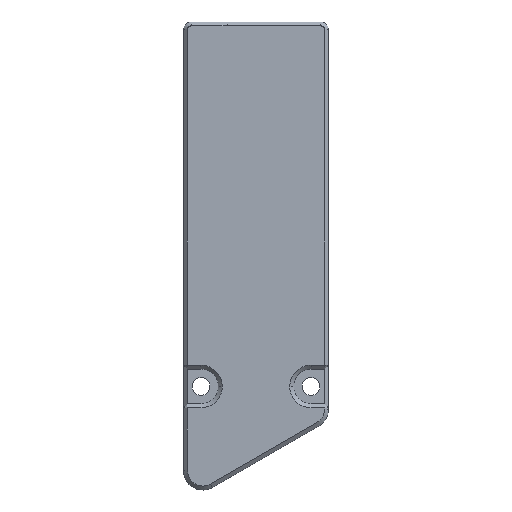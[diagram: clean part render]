
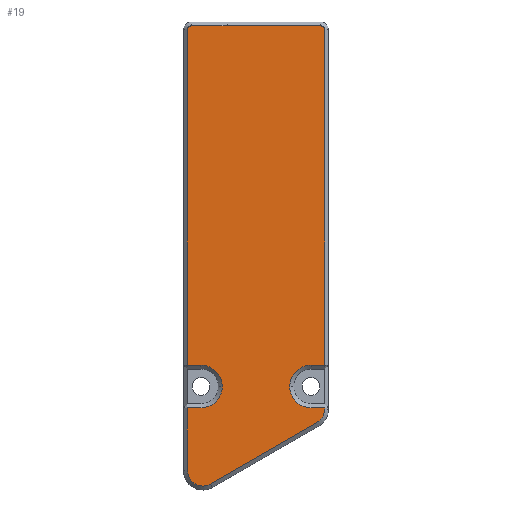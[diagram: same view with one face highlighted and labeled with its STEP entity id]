
A CAD part, top view. The second image highlights one B-rep face of the part: STEP entity #19.
In plain terms, the highlighted planar face has unit normal (0, 0, 1).
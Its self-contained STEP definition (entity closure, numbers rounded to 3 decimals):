
#19=ADVANCED_FACE('',(#71),#742,.T.);
#71=FACE_OUTER_BOUND('',#123,.T.);
#123=EDGE_LOOP('',(#179,#180,#181,#182,#183,#184,#185,#186,#187,#188,#189,
#190,#191,#192,#193,#194,#195,#196,#197));
#179=ORIENTED_EDGE('',*,*,#429,.T.);
#180=ORIENTED_EDGE('',*,*,#428,.T.);
#181=ORIENTED_EDGE('',*,*,#420,.T.);
#182=ORIENTED_EDGE('',*,*,#418,.T.);
#183=ORIENTED_EDGE('',*,*,#527,.T.);
#184=ORIENTED_EDGE('',*,*,#417,.T.);
#185=ORIENTED_EDGE('',*,*,#423,.T.);
#186=ORIENTED_EDGE('',*,*,#426,.F.);
#187=ORIENTED_EDGE('',*,*,#427,.F.);
#188=ORIENTED_EDGE('',*,*,#419,.F.);
#189=ORIENTED_EDGE('',*,*,#433,.T.);
#190=ORIENTED_EDGE('',*,*,#432,.T.);
#191=ORIENTED_EDGE('',*,*,#431,.T.);
#192=ORIENTED_EDGE('',*,*,#430,.T.);
#193=ORIENTED_EDGE('',*,*,#434,.T.);
#194=ORIENTED_EDGE('',*,*,#422,.T.);
#195=ORIENTED_EDGE('',*,*,#425,.T.);
#196=ORIENTED_EDGE('',*,*,#424,.T.);
#197=ORIENTED_EDGE('',*,*,#421,.F.);
#417=EDGE_CURVE('',#665,#666,#566,.T.);
#418=EDGE_CURVE('',#668,#669,#567,.T.);
#419=EDGE_CURVE('',#673,#661,#568,.T.);
#420=EDGE_CURVE('',#672,#668,#569,.T.);
#421=EDGE_CURVE('',#655,#656,#570,.T.);
#422=EDGE_CURVE('',#660,#657,#571,.T.);
#423=EDGE_CURVE('',#666,#671,#572,.T.);
#424=EDGE_CURVE('',#658,#656,#536,.T.);
#425=EDGE_CURVE('',#657,#658,#537,.T.);
#426=EDGE_CURVE('',#662,#671,#538,.T.);
#427=EDGE_CURVE('',#661,#662,#539,.T.);
#428=EDGE_CURVE('',#667,#672,#540,.T.);
#429=EDGE_CURVE('',#655,#667,#573,.T.);
#430=EDGE_CURVE('',#670,#659,#541,.T.);
#431=EDGE_CURVE('',#664,#670,#574,.T.);
#432=EDGE_CURVE('',#663,#664,#542,.T.);
#433=EDGE_CURVE('',#673,#663,#575,.T.);
#434=EDGE_CURVE('',#659,#660,#576,.T.);
#527=EDGE_CURVE('',#669,#665,#565,.T.);
#536=(
BOUNDED_CURVE()
B_SPLINE_CURVE(2,(#1069,#1070,#1071),.UNSPECIFIED.,.F.,.F.)
B_SPLINE_CURVE_WITH_KNOTS((3,3),(0.,4.32),.UNSPECIFIED.)
CURVE()
GEOMETRIC_REPRESENTATION_ITEM()
RATIONAL_B_SPLINE_CURVE((1.,0.707,1.))
REPRESENTATION_ITEM('')
);
#537=(
BOUNDED_CURVE()
B_SPLINE_CURVE(2,(#1072,#1073,#1074),.UNSPECIFIED.,.F.,.F.)
B_SPLINE_CURVE_WITH_KNOTS((3,3),(0.,4.32),
 .UNSPECIFIED.)
CURVE()
GEOMETRIC_REPRESENTATION_ITEM()
RATIONAL_B_SPLINE_CURVE((1.,0.707,1.))
REPRESENTATION_ITEM('')
);
#538=(
BOUNDED_CURVE()
B_SPLINE_CURVE(2,(#1075,#1076,#1077),.UNSPECIFIED.,.F.,.F.)
B_SPLINE_CURVE_WITH_KNOTS((3,3),(0.,4.32),.UNSPECIFIED.)
CURVE()
GEOMETRIC_REPRESENTATION_ITEM()
RATIONAL_B_SPLINE_CURVE((1.,0.707,1.))
REPRESENTATION_ITEM('')
);
#539=(
BOUNDED_CURVE()
B_SPLINE_CURVE(2,(#1078,#1079,#1080),.UNSPECIFIED.,.F.,.F.)
B_SPLINE_CURVE_WITH_KNOTS((3,3),(0.,4.32),
 .UNSPECIFIED.)
CURVE()
GEOMETRIC_REPRESENTATION_ITEM()
RATIONAL_B_SPLINE_CURVE((1.,0.707,1.))
REPRESENTATION_ITEM('')
);
#540=(
BOUNDED_CURVE()
B_SPLINE_CURVE(2,(#1081,#1082,#1083),.UNSPECIFIED.,.F.,.F.)
B_SPLINE_CURVE_WITH_KNOTS((3,3),(0.,0.785),.UNSPECIFIED.)
CURVE()
GEOMETRIC_REPRESENTATION_ITEM()
RATIONAL_B_SPLINE_CURVE((1.,0.707,1.))
REPRESENTATION_ITEM('')
);
#541=(
BOUNDED_CURVE()
B_SPLINE_CURVE(2,(#1086,#1087,#1088),.UNSPECIFIED.,.F.,.F.)
B_SPLINE_CURVE_WITH_KNOTS((3,3),(0.,2.095),.UNSPECIFIED.)
CURVE()
GEOMETRIC_REPRESENTATION_ITEM()
RATIONAL_B_SPLINE_CURVE((1.,0.866,1.))
REPRESENTATION_ITEM('')
);
#542=(
BOUNDED_CURVE()
B_SPLINE_CURVE(2,(#1091,#1092,#1093,#1094,#1095),.UNSPECIFIED.,.F.,.F.)
B_SPLINE_CURVE_WITH_KNOTS((3,2,3),(0.,2.094,4.189),
 .UNSPECIFIED.)
CURVE()
GEOMETRIC_REPRESENTATION_ITEM()
RATIONAL_B_SPLINE_CURVE((1.,0.866,1.,0.866,1.))
REPRESENTATION_ITEM('')
);
#565=(
BOUNDED_CURVE()
B_SPLINE_CURVE(2,(#1372,#1373,#1374),.UNSPECIFIED.,.F.,.F.)
B_SPLINE_CURVE_WITH_KNOTS((3,3),(0.,0.785),.UNSPECIFIED.)
CURVE()
GEOMETRIC_REPRESENTATION_ITEM()
RATIONAL_B_SPLINE_CURVE((1.,0.707,1.))
REPRESENTATION_ITEM('')
);
#566=B_SPLINE_CURVE_WITH_KNOTS('',1,(#1055,#1056),.UNSPECIFIED.,.F.,.F.,
(2,2),(0.,43.65),.UNSPECIFIED.);
#567=B_SPLINE_CURVE_WITH_KNOTS('',1,(#1057,#1058),.UNSPECIFIED.,.F.,.F.,
(2,2),(0.,4.627),.UNSPECIFIED.);
#568=B_SPLINE_CURVE_WITH_KNOTS('',1,(#1059,#1060),.UNSPECIFIED.,.F.,.F.,
(2,2),(0.5,2.25),.UNSPECIFIED.);
#569=B_SPLINE_CURVE_WITH_KNOTS('',1,(#1061,#1062),.UNSPECIFIED.,.F.,.F.,
(2,2),(0.,12.113),.UNSPECIFIED.);
#570=B_SPLINE_CURVE_WITH_KNOTS('',1,(#1063,#1064),.UNSPECIFIED.,.F.,.F.,
(2,2),(0.5,2.25),.UNSPECIFIED.);
#571=B_SPLINE_CURVE_WITH_KNOTS('',1,(#1065,#1066),.UNSPECIFIED.,.F.,.F.,
(2,2),(0.5,2.25),.UNSPECIFIED.);
#572=B_SPLINE_CURVE_WITH_KNOTS('',1,(#1067,#1068),.UNSPECIFIED.,.F.,.F.,
(2,2),(0.5,2.25),.UNSPECIFIED.);
#573=B_SPLINE_CURVE_WITH_KNOTS('',1,(#1084,#1085),.UNSPECIFIED.,.F.,.F.,
(2,2),(0.5,44.15),.UNSPECIFIED.);
#574=B_SPLINE_CURVE_WITH_KNOTS('',1,(#1089,#1090),.UNSPECIFIED.,.F.,.F.,
(2,2),(0.,15.865),.UNSPECIFIED.);
#575=B_SPLINE_CURVE_WITH_KNOTS('',1,(#1096,#1097),.UNSPECIFIED.,.F.,.F.,
(2,2),(0.5,8.654),.UNSPECIFIED.);
#576=B_SPLINE_CURVE_WITH_KNOTS('',1,(#1098,#1099),.UNSPECIFIED.,.F.,.F.,
(2,2),(0.,0.222),.UNSPECIFIED.);
#655=VERTEX_POINT('',#986);
#656=VERTEX_POINT('',#987);
#657=VERTEX_POINT('',#988);
#658=VERTEX_POINT('',#989);
#659=VERTEX_POINT('',#990);
#660=VERTEX_POINT('',#991);
#661=VERTEX_POINT('',#992);
#662=VERTEX_POINT('',#993);
#663=VERTEX_POINT('',#994);
#664=VERTEX_POINT('',#995);
#665=VERTEX_POINT('',#996);
#666=VERTEX_POINT('',#997);
#667=VERTEX_POINT('',#998);
#668=VERTEX_POINT('',#999);
#669=VERTEX_POINT('',#1000);
#670=VERTEX_POINT('',#1001);
#671=VERTEX_POINT('',#1002);
#672=VERTEX_POINT('',#1003);
#673=VERTEX_POINT('',#1004);
#742=PLANE('',#796);
#796=AXIS2_PLACEMENT_3D('',#890,#843,$);
#843=DIRECTION('',(0.,0.,1.));
#890=CARTESIAN_POINT('',(97.454,18.925,12.36));
#986=CARTESIAN_POINT('',(97.454,-25.,12.36));
#987=CARTESIAN_POINT('',(95.704,-25.,12.36));
#988=CARTESIAN_POINT('',(95.704,-30.5,12.36));
#989=CARTESIAN_POINT('',(92.954,-27.75,12.36));
#990=CARTESIAN_POINT('',(97.454,-30.722,12.36));
#991=CARTESIAN_POINT('',(97.454,-30.5,12.36));
#992=CARTESIAN_POINT('',(81.464,-30.5,12.36));
#993=CARTESIAN_POINT('',(84.214,-27.75,12.36));
#994=CARTESIAN_POINT('',(79.714,-38.654,12.36));
#995=CARTESIAN_POINT('',(82.714,-40.387,12.36));
#996=CARTESIAN_POINT('',(79.714,18.425,12.36));
#997=CARTESIAN_POINT('',(79.714,-25.,12.36));
#998=CARTESIAN_POINT('',(97.454,18.425,12.36));
#999=CARTESIAN_POINT('',(84.841,18.925,12.36));
#1000=CARTESIAN_POINT('',(80.214,18.925,12.36));
#1001=CARTESIAN_POINT('',(96.454,-32.454,12.36));
#1002=CARTESIAN_POINT('',(81.464,-25.,12.36));
#1003=CARTESIAN_POINT('',(96.954,18.925,12.36));
#1004=CARTESIAN_POINT('',(79.714,-30.5,12.36));
#1055=CARTESIAN_POINT('',(79.714,18.425,12.36));
#1056=CARTESIAN_POINT('',(79.714,-25.,12.36));
#1057=CARTESIAN_POINT('',(84.841,18.925,12.36));
#1058=CARTESIAN_POINT('',(80.214,18.925,12.36));
#1059=CARTESIAN_POINT('',(79.714,-30.5,12.36));
#1060=CARTESIAN_POINT('',(81.464,-30.5,12.36));
#1061=CARTESIAN_POINT('',(96.954,18.925,12.36));
#1062=CARTESIAN_POINT('',(84.841,18.925,12.36));
#1063=CARTESIAN_POINT('',(97.454,-25.,12.36));
#1064=CARTESIAN_POINT('',(95.704,-25.,12.36));
#1065=CARTESIAN_POINT('',(97.454,-30.5,12.36));
#1066=CARTESIAN_POINT('',(95.704,-30.5,12.36));
#1067=CARTESIAN_POINT('',(79.714,-25.,12.36));
#1068=CARTESIAN_POINT('',(81.464,-25.,12.36));
#1069=CARTESIAN_POINT('',(92.954,-27.75,12.36));
#1070=CARTESIAN_POINT('',(92.954,-25.,12.36));
#1071=CARTESIAN_POINT('',(95.704,-25.,12.36));
#1072=CARTESIAN_POINT('',(95.704,-30.5,12.36));
#1073=CARTESIAN_POINT('',(92.954,-30.5,12.36));
#1074=CARTESIAN_POINT('',(92.954,-27.75,12.36));
#1075=CARTESIAN_POINT('',(84.214,-27.75,12.36));
#1076=CARTESIAN_POINT('',(84.214,-25.,12.36));
#1077=CARTESIAN_POINT('',(81.464,-25.,12.36));
#1078=CARTESIAN_POINT('',(81.464,-30.5,12.36));
#1079=CARTESIAN_POINT('',(84.214,-30.5,12.36));
#1080=CARTESIAN_POINT('',(84.214,-27.75,12.36));
#1081=CARTESIAN_POINT('',(97.454,18.425,12.36));
#1082=CARTESIAN_POINT('',(97.454,18.925,12.36));
#1083=CARTESIAN_POINT('',(96.954,18.925,12.36));
#1084=CARTESIAN_POINT('',(97.454,-25.,12.36));
#1085=CARTESIAN_POINT('',(97.454,18.425,12.36));
#1086=CARTESIAN_POINT('',(96.454,-32.454,12.36));
#1087=CARTESIAN_POINT('',(97.454,-31.877,12.36));
#1088=CARTESIAN_POINT('',(97.454,-30.722,12.36));
#1089=CARTESIAN_POINT('',(82.714,-40.387,12.36));
#1090=CARTESIAN_POINT('',(96.454,-32.454,12.36));
#1091=CARTESIAN_POINT('',(79.714,-38.654,12.36));
#1092=CARTESIAN_POINT('',(79.714,-39.809,12.36));
#1093=CARTESIAN_POINT('',(80.714,-40.386,12.36));
#1094=CARTESIAN_POINT('',(81.714,-40.964,12.36));
#1095=CARTESIAN_POINT('',(82.714,-40.387,12.36));
#1096=CARTESIAN_POINT('',(79.714,-30.5,12.36));
#1097=CARTESIAN_POINT('',(79.714,-38.654,12.36));
#1098=CARTESIAN_POINT('',(97.454,-30.722,12.36));
#1099=CARTESIAN_POINT('',(97.454,-30.5,12.36));
#1372=CARTESIAN_POINT('',(80.214,18.925,12.36));
#1373=CARTESIAN_POINT('',(79.714,18.925,12.36));
#1374=CARTESIAN_POINT('',(79.714,18.425,12.36));
